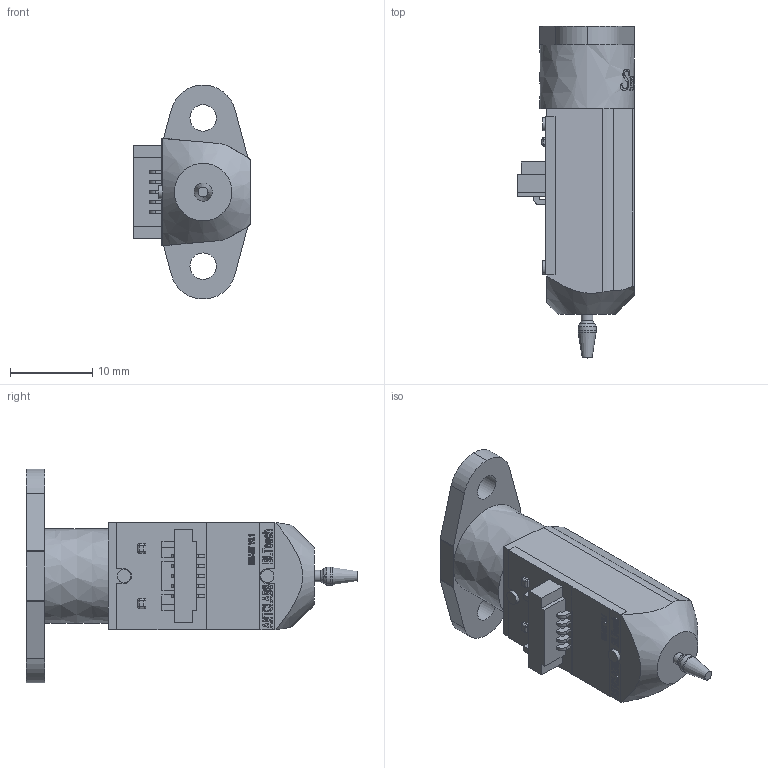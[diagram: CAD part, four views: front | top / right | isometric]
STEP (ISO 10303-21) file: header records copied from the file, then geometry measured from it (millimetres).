
FILE_DESCRIPTION(('HOOPS Exchange Step'),'2;1');
FILE_NAME('temp_export.step','2020-04-24T21:50:20+19:00',('mobile'),('Shapr3D Limited'),'HOOPS Exchange 2018.1','Shapr3D','Authorized');
FILE_SCHEMA( ('AP203_CONFIGURATION_CONTROLLED_3D_DESIGN_OF_MECHANICAL_PARTS_AND_ASSEMBLIES_MIM_LF') );
Length unit declared in the file: millimetre
Products named in the file (1): temp_export.x_b
Bounding box: 14.3 x 40.3 x 25.98 mm (x, y, z)
Volume: 4382.6 mm3; surface area: 2209.1 mm2
Topology: 1 solids, 1 shells, 902 faces, 2526 edges, 1733 vertices
Faces by surface type: extrusion 419, plane 408, cylinder 60, bspline 10, cone 3, torus 1, sphere 1
Full cylindrical faces by diameter (mm): 1.4 x1, 1.6 x2, 2.2 x1, 3.08 x1, 3.2 x2, 3.55 x1, 3.659 x1
Entity records: 32899 total; most frequent: CARTESIAN_POINT 11325, ORIENTED_EDGE 4964, DIRECTION 3091, EDGE_CURVE 2482, VECTOR 1869, VERTEX_POINT 1646, LINE 1450, B_SPLINE_CURVE_WITH_KNOTS 1350
